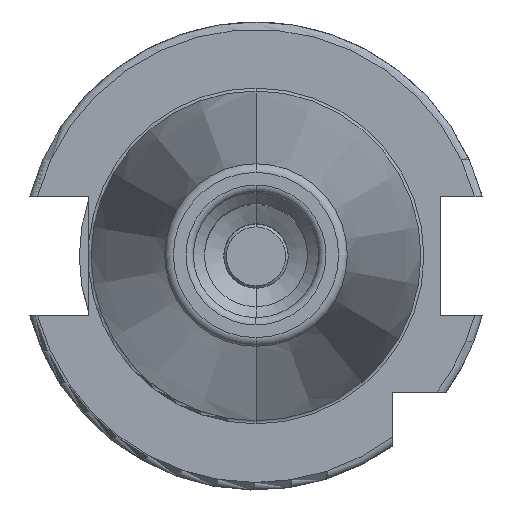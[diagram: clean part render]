
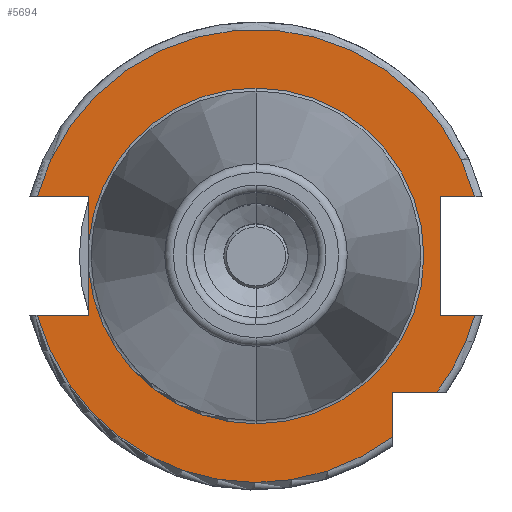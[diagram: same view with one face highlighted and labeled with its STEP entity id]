
A CAD part, top view. The second image highlights one B-rep face of the part: STEP entity #5694.
In plain terms, the highlighted planar face has unit normal (0, 0, 1).
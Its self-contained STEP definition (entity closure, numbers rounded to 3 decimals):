
#952=CARTESIAN_POINT('',(0,0,15.9));
#953=DIRECTION('',(0,0,-1));
#954=DIRECTION('',(0,1,0));
#955=AXIS2_PLACEMENT_3D('',#952,#953,#954);
#967=CARTESIAN_POINT('',(0,0,15.9));
#968=DIRECTION('',(0,0,1));
#969=DIRECTION('',(0,1,0));
#970=AXIS2_PLACEMENT_3D('',#967,#968,#969);
#982=CARTESIAN_POINT('',(0,0,15.9));
#983=DIRECTION('',(0,0,1));
#984=DIRECTION('',(-0.996,-0.094,0));
#985=AXIS2_PLACEMENT_3D('',#982,#983,#984);
#1650=CARTESIAN_POINT('',(0,0,15.9));
#1651=DIRECTION('',(0,0,1));
#1652=DIRECTION('',(0.965,0.262,0));
#1653=AXIS2_PLACEMENT_3D('',#1650,#1651,#1652);
#1701=CARTESIAN_POINT('',(0,0,15.9));
#1702=DIRECTION('',(0,0,1));
#1703=DIRECTION('',(-0.965,-0.262,0));
#1704=AXIS2_PLACEMENT_3D('',#1701,#1702,#1703);
#1717=DIRECTION('',(1,0,0));
#1718=VECTOR('',#1717,7.004);
#1719=CARTESIAN_POINT('',(-29.704,-8.05,15.9));
#1720=LINE('',#1719,#1718);
#1721=DIRECTION('',(0,1,0));
#1722=VECTOR('',#1721,5.917);
#1723=CARTESIAN_POINT('',(-22.7,-8.05,15.9));
#1724=LINE('',#1723,#1722);
#1725=DIRECTION('',(0,1,0));
#1726=VECTOR('',#1725,5.917);
#1727=CARTESIAN_POINT('',(-22.7,2.133,15.9));
#1728=LINE('',#1727,#1726);
#1729=DIRECTION('',(1,0,0));
#1730=VECTOR('',#1729,7.004);
#1731=CARTESIAN_POINT('',(-29.704,8.05,15.9));
#1732=LINE('',#1731,#1730);
#1733=DIRECTION('',(-1,0,0));
#1734=VECTOR('',#1733,4.704);
#1735=CARTESIAN_POINT('',(29.704,8.05,15.9));
#1736=LINE('',#1735,#1734);
#1737=DIRECTION('',(0,-1,0));
#1738=VECTOR('',#1737,16.1);
#1739=CARTESIAN_POINT('',(25,8.05,15.9));
#1740=LINE('',#1739,#1738);
#1741=DIRECTION('',(-1,0,0));
#1742=VECTOR('',#1741,4.704);
#1743=CARTESIAN_POINT('',(29.704,-8.05,15.9));
#1744=LINE('',#1743,#1742);
#1745=CARTESIAN_POINT('',(0,0,15.9));
#1746=DIRECTION('',(0,0,1));
#1747=DIRECTION('',(0.799,-0.601,0));
#1748=AXIS2_PLACEMENT_3D('',#1745,#1746,#1747);
#1750=DIRECTION('',(-1,0,0));
#1751=VECTOR('',#1750,6.094);
#1752=CARTESIAN_POINT('',(24.594,-18.5,15.9));
#1753=LINE('',#1752,#1751);
#1754=DIRECTION('',(0,1,0));
#1755=VECTOR('',#1754,6.094);
#1756=CARTESIAN_POINT('',(18.5,-24.594,15.9));
#1757=LINE('',#1756,#1755);
#3223=CARTESIAN_POINT('',(0,22.8,15.9));
#3225=VERTEX_POINT('',#3223);
#3245=CARTESIAN_POINT('',(0,-22.8,15.9));
#3247=VERTEX_POINT('',#3245);
#3385=CARTESIAN_POINT('',(-29.704,-8.05,15.9));
#3386=CARTESIAN_POINT('',(-22.7,-8.05,15.9));
#3387=VERTEX_POINT('',#3385);
#3388=VERTEX_POINT('',#3386);
#3389=CARTESIAN_POINT('',(-22.7,-2.133,15.9));
#3390=VERTEX_POINT('',#3389);
#3391=CARTESIAN_POINT('',(-22.7,2.133,15.9));
#3392=CARTESIAN_POINT('',(-22.7,8.05,15.9));
#3393=VERTEX_POINT('',#3391);
#3394=VERTEX_POINT('',#3392);
#3395=CARTESIAN_POINT('',(-29.704,8.05,15.9));
#3396=VERTEX_POINT('',#3395);
#3397=CARTESIAN_POINT('',(25,8.05,15.9));
#3398=CARTESIAN_POINT('',(25,-8.05,15.9));
#3399=VERTEX_POINT('',#3397);
#3400=VERTEX_POINT('',#3398);
#3401=CARTESIAN_POINT('',(29.704,-8.05,15.9));
#3402=VERTEX_POINT('',#3401);
#3403=CARTESIAN_POINT('',(29.704,8.05,15.9));
#3404=VERTEX_POINT('',#3403);
#3405=CARTESIAN_POINT('',(18.5,-24.594,15.9));
#3406=CARTESIAN_POINT('',(18.5,-18.5,15.9));
#3407=VERTEX_POINT('',#3405);
#3408=VERTEX_POINT('',#3406);
#3409=CARTESIAN_POINT('',(24.594,-18.5,15.9));
#3410=VERTEX_POINT('',#3409);
#5670=CARTESIAN_POINT('',(0,0,15.9));
#5671=DIRECTION('',(0,0,-1));
#5672=DIRECTION('',(0,-1,0));
#5673=AXIS2_PLACEMENT_3D('',#5670,#5671,#5672);
#5674=PLANE('',#5673);
#5675=ORIENTED_EDGE('',*,*,#5015,.T.);
#5676=ORIENTED_EDGE('',*,*,#5000,.T.);
#5677=ORIENTED_EDGE('',*,*,#4973,.T.);
#5678=ORIENTED_EDGE('',*,*,#4953,.F.);
#5679=ORIENTED_EDGE('',*,*,#4968,.T.);
#5680=ORIENTED_EDGE('',*,*,#4997,.T.);
#5681=ORIENTED_EDGE('',*,*,#5121,.F.);
#5682=ORIENTED_EDGE('',*,*,#5648,.F.);
#5684=ORIENTED_EDGE('',*,*,#5683,.T.);
#5686=ORIENTED_EDGE('',*,*,#5685,.T.);
#5687=ORIENTED_EDGE('',*,*,#5196,.F.);
#5688=ORIENTED_EDGE('',*,*,#5638,.F.);
#5689=ORIENTED_EDGE('',*,*,#5253,.T.);
#5690=ORIENTED_EDGE('',*,*,#5304,.F.);
#5691=ORIENTED_EDGE('',*,*,#5664,.F.);
#5692=EDGE_LOOP('',(#5675,#5676,#5677,#5678,#5679,#5680,#5681,#5682,#5684,#5686,
#5687,#5688,#5689,#5690,#5691));
#5693=FACE_OUTER_BOUND('',#5692,.F.);
#5694=ADVANCED_FACE('',(#5693),#5674,.F.);
#956=CIRCLE('',#955,22.8);
#971=CIRCLE('',#970,22.8);
#986=CIRCLE('',#985,22.8);
#1654=CIRCLE('',#1653,30.775);
#1705=CIRCLE('',#1704,30.775);
#1749=CIRCLE('',#1748,30.775);
#4953=EDGE_CURVE('',#3225,#3247,#956,.T.);
#4968=EDGE_CURVE('',#3225,#3393,#971,.T.);
#4973=EDGE_CURVE('',#3390,#3247,#986,.T.);
#4997=EDGE_CURVE('',#3393,#3394,#1728,.T.);
#5000=EDGE_CURVE('',#3388,#3390,#1724,.T.);
#5015=EDGE_CURVE('',#3387,#3388,#1720,.T.);
#5121=EDGE_CURVE('',#3396,#3394,#1732,.T.);
#5196=EDGE_CURVE('',#3402,#3400,#1744,.T.);
#5253=EDGE_CURVE('',#3410,#3408,#1753,.T.);
#5304=EDGE_CURVE('',#3407,#3408,#1757,.T.);
#5638=EDGE_CURVE('',#3410,#3402,#1749,.T.);
#5648=EDGE_CURVE('',#3404,#3396,#1654,.T.);
#5664=EDGE_CURVE('',#3387,#3407,#1705,.T.);
#5683=EDGE_CURVE('',#3404,#3399,#1736,.T.);
#5685=EDGE_CURVE('',#3399,#3400,#1740,.T.);
